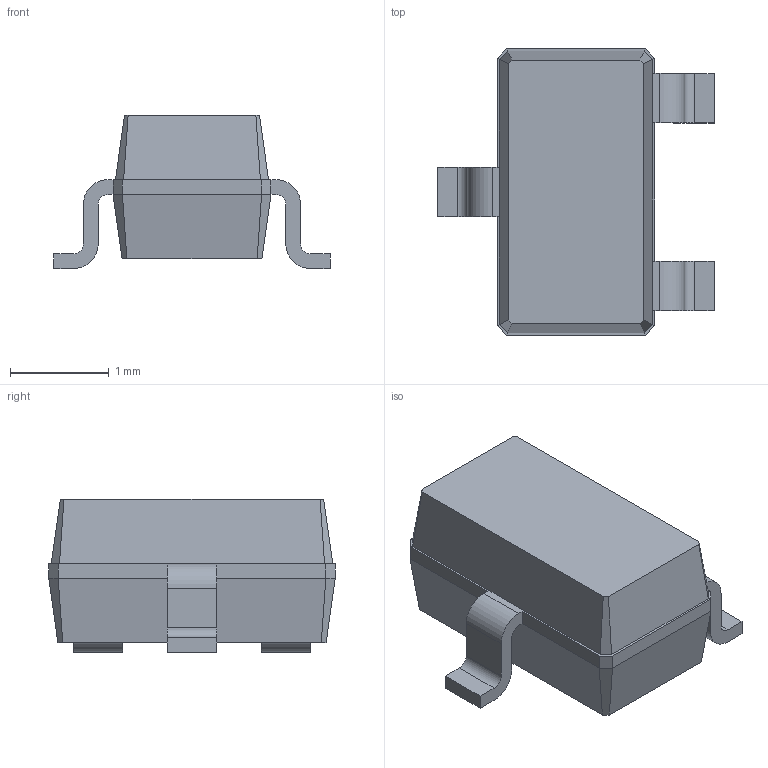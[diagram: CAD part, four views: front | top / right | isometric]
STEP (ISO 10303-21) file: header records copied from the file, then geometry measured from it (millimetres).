
FILE_DESCRIPTION(/* description */ (''),/* implementation_level */ '2;1');
FILE_NAME(/* name */ 'SOT-23-3.step',/* time_stamp */ '2020-06-11T20:04:50+02:00',/* author */ (''),/* organization */ (''),/* preprocessor_version */ 'ST-DEVELOPER v18.1',/* originating_system */ 'Autodesk Translation Framework v9.3.0.1241',/* authorisation */ '');
FILE_SCHEMA (('AUTOMOTIVE_DESIGN { 1 0 10303 214 3 1 1 }'));
Length unit declared in the file: millimetre
Products named in the file (1): SOT-23-3
Bounding box: 2.8 x 2.9 x 1.55 mm (x, y, z)
Volume: 6.3 mm3; surface area: 24.7 mm2
Topology: 1 solids, 1 shells, 79 faces, 195 edges, 118 vertices
Faces by surface type: plane 67, cylinder 12
Entity records: 2391 total; most frequent: CARTESIAN_POINT 393, ORIENTED_EDGE 390, DIRECTION 379, EDGE_CURVE 195, LINE 171, VECTOR 171, VERTEX_POINT 118, AXIS2_PLACEMENT_3D 104
